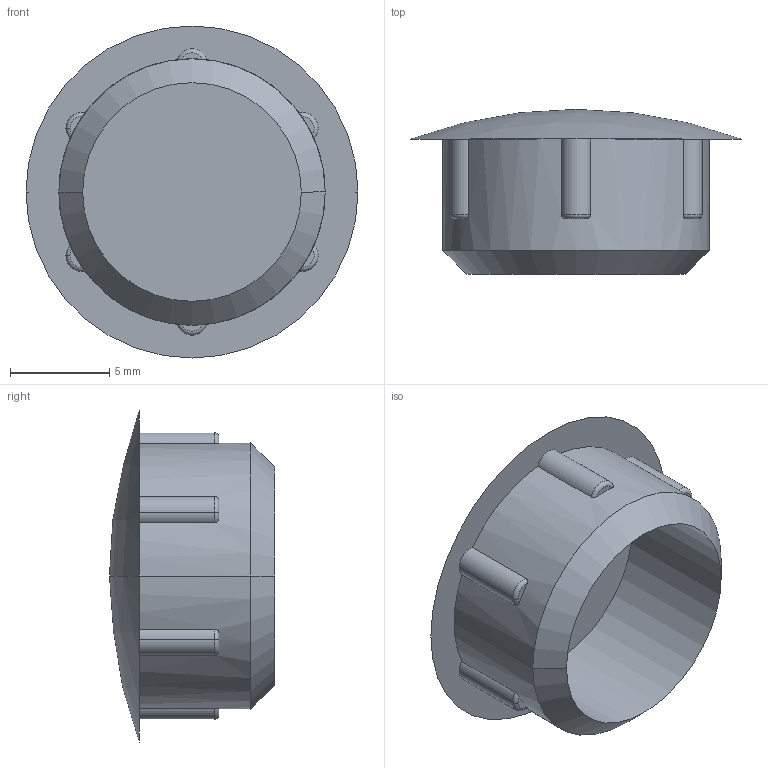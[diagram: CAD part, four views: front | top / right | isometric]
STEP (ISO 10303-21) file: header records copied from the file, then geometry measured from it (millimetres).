
FILE_DESCRIPTION (( 'STEP AP203' ), '1' );
FILE_NAME ('Çàãëóøêà D14 (×åðíàÿ).STEP', '2016-07-15T10:16:26', ( '' ), ( '' ), 'SwSTEP 2.0', 'SolidWorks 2012', '' );
FILE_SCHEMA (( 'CONFIG_CONTROL_DESIGN' ));
Length unit declared in the file: millimetre
Products named in the file (1): Çàãëóøêà D14 (×åðíàÿ)
Bounding box: 16.7 x 8.3 x 16.7 mm (x, y, z)
Volume: 511 mm3; surface area: 928.1 mm2
Topology: 1 solids, 1 shells, 32 faces, 82 edges, 53 vertices
Faces by surface type: cylinder 12, torus 8, plane 8, cone 2, sphere 2
Entity records: 1109 total; most frequent: CARTESIAN_POINT 228, DIRECTION 186, ORIENTED_EDGE 164, AXIS2_PLACEMENT_3D 83, EDGE_CURVE 82, VERTEX_POINT 53, CIRCLE 50, EDGE_LOOP 33
